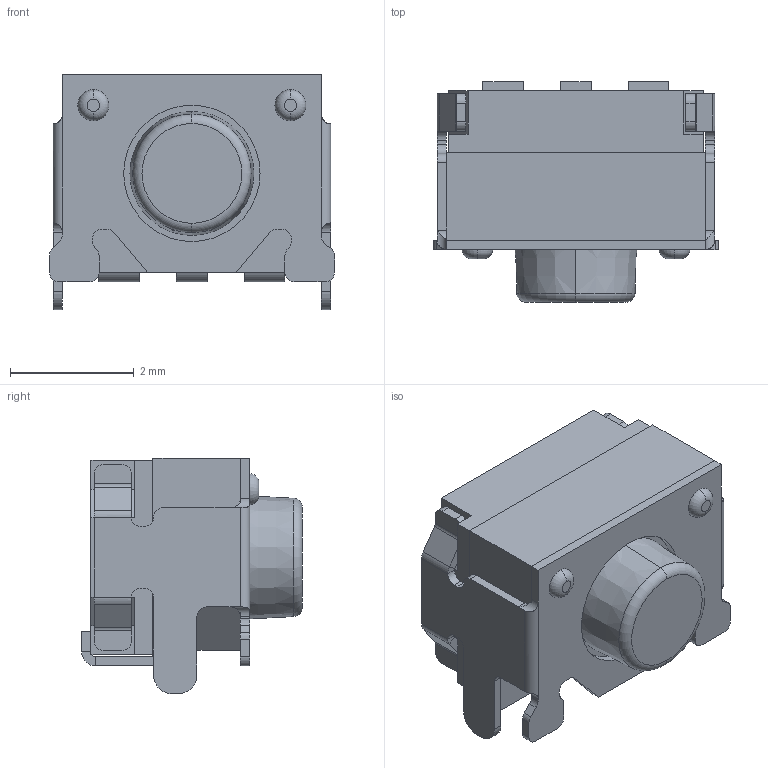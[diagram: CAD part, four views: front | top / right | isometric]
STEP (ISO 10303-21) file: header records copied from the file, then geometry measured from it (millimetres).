
FILE_DESCRIPTION (( 'STEP AP214' ), '1' );
FILE_NAME ('KEY-SMD_L4.6-W3.4-H3.4.step', '2022-07-02T15:24:06', ( '' ), ( '' ), 'SwSTEP 2.0', 'SolidWorks 2020', '' );
FILE_SCHEMA (( 'AUTOMOTIVE_DESIGN' ));
Length unit declared in the file: millimetre
Products named in the file (1): KEY-SMD_L4.6-W3.4-H3.4
Bounding box: 4.6 x 3.56 x 3.8 mm (x, y, z)
Volume: 33 mm3; surface area: 127.7 mm2
Topology: 2 solids, 2 shells, 546 faces, 1442 edges, 928 vertices
Faces by surface type: plane 337, bspline 112, cylinder 89, torus 6, cone 2
Entity records: 23398 total; most frequent: CARTESIAN_POINT 5141, ORIENTED_EDGE 2884, DIRECTION 2246, EDGE_CURVE 1442, VECTOR 1020, LINE 1020, VERTEX_POINT 928, AXIS2_PLACEMENT_3D 613
